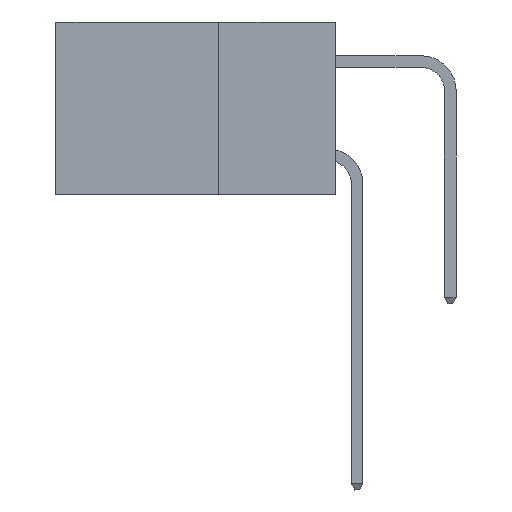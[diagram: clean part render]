
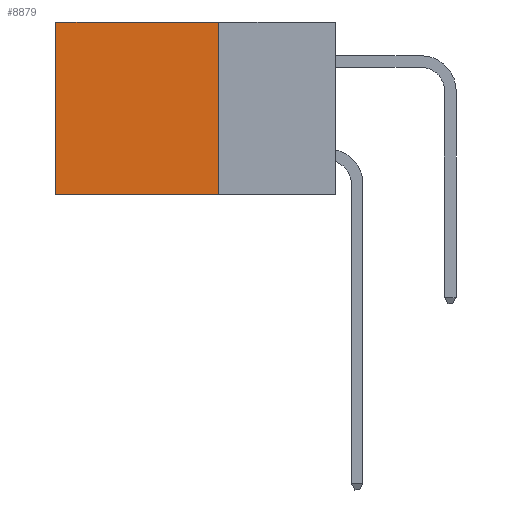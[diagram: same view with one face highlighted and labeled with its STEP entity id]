
A CAD part, left-side view. The second image highlights one B-rep face of the part: STEP entity #8879.
In plain terms, the highlighted planar face has unit normal (-1, 0, 0).
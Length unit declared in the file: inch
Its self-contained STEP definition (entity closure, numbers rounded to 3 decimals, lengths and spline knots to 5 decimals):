
#579 = CARTESIAN_POINT ( 'NONE',  ( 0.2875, 0.25, 0. ) ) ;
#1688 = ORIENTED_EDGE ( 'NONE', *, *, #2038, .T. ) ;
#1901 = FACE_OUTER_BOUND ( 'NONE', #12013, .T. ) ;
#2038 = EDGE_CURVE ( 'NONE', #23575, #3254, #5316, .T. ) ;
#3121 = LINE ( 'NONE', #18257, #7632 ) ;
#3254 = VERTEX_POINT ( 'NONE', #7617 ) ;
#4141 = CARTESIAN_POINT ( 'NONE',  ( 0.2875, 0.6, -0.37 ) ) ;
#4478 = ORIENTED_EDGE ( 'NONE', *, *, #19580, .F. ) ;
#4992 = VECTOR ( 'NONE', #23481, 39.37008 ) ;
#5316 = LINE ( 'NONE', #19011, #11167 ) ;
#5411 = EDGE_CURVE ( 'NONE', #23575, #7184, #18124, .T. ) ;
#5473 = EDGE_CURVE ( 'NONE', #3254, #5822, #3121, .T. ) ;
#5822 = VERTEX_POINT ( 'NONE', #4141 ) ;
#6185 = CARTESIAN_POINT ( 'NONE',  ( 0.2875, 0.25, -0.37 ) ) ;
#7184 = VERTEX_POINT ( 'NONE', #17843 ) ;
#7617 = CARTESIAN_POINT ( 'NONE',  ( 0.2875, 0.6, 0. ) ) ;
#7632 = VECTOR ( 'NONE', #16590, 39.37008 ) ;
#8879 = ADVANCED_FACE ( 'NONE', ( #1901 ), #15603, .F. ) ;
#9822 = DIRECTION ( 'NONE',  ( 0., 0., -1. ) ) ;
#11167 = VECTOR ( 'NONE', #21952, 39.37008 ) ;
#12013 = EDGE_LOOP ( 'NONE', ( #21909, #4478, #21880, #1688 ) ) ;
#15603 = PLANE ( 'NONE',  #22661 ) ;
#15654 = LINE ( 'NONE', #6185, #4992 ) ;
#16590 = DIRECTION ( 'NONE',  ( 0., 0., -1. ) ) ;
#17270 = DIRECTION ( 'NONE',  ( 1., 0., 0. ) ) ;
#17843 = CARTESIAN_POINT ( 'NONE',  ( 0.2875, 0.25, -0.37 ) ) ;
#18124 = LINE ( 'NONE', #579, #22776 ) ;
#18257 = CARTESIAN_POINT ( 'NONE',  ( 0.2875, 0.6, 0. ) ) ;
#19011 = CARTESIAN_POINT ( 'NONE',  ( 0.2875, 0.25, 0. ) ) ;
#19580 = EDGE_CURVE ( 'NONE', #7184, #5822, #15654, .T. ) ;
#21232 = CARTESIAN_POINT ( 'NONE',  ( 0.2875, 0.25, 0. ) ) ;
#21513 = CARTESIAN_POINT ( 'NONE',  ( 0.2875, 0.25, 0. ) ) ;
#21880 = ORIENTED_EDGE ( 'NONE', *, *, #5411, .F. ) ;
#21909 = ORIENTED_EDGE ( 'NONE', *, *, #5473, .T. ) ;
#21952 = DIRECTION ( 'NONE',  ( 0., 1., 0. ) ) ;
#22661 = AXIS2_PLACEMENT_3D ( 'NONE', #21232, #17270, #23299 ) ;
#22776 = VECTOR ( 'NONE', #9822, 39.37008 ) ;
#23299 = DIRECTION ( 'NONE',  ( 0., 0., -1. ) ) ;
#23481 = DIRECTION ( 'NONE',  ( 0., 1., 0. ) ) ;
#23575 = VERTEX_POINT ( 'NONE', #21513 ) ;
